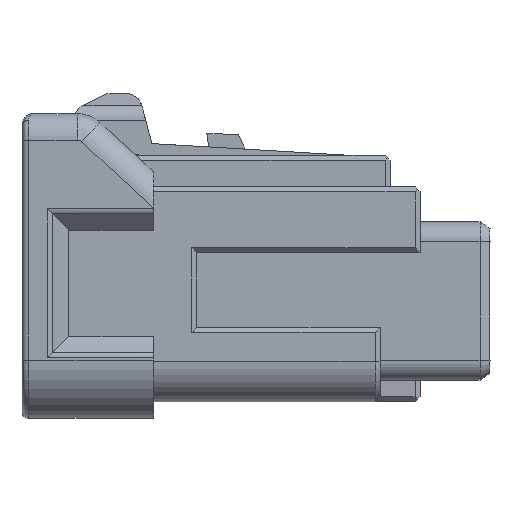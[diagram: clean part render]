
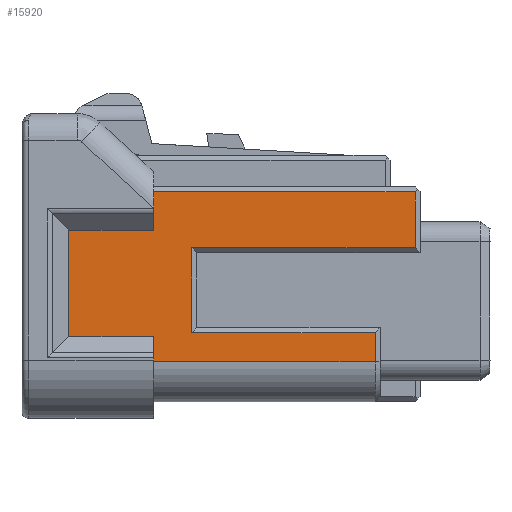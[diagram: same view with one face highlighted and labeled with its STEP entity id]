
A CAD part, left-side view. The second image highlights one B-rep face of the part: STEP entity #15920.
In plain terms, the highlighted planar face has unit normal (-1, 0, 0).
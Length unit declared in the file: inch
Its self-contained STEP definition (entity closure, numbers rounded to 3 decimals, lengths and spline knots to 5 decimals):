
#2431=DIRECTION('',(0.,0.,1.));
#2432=VECTOR('',#2431,0.03445);
#2433=CARTESIAN_POINT('',(-9.91173,-1.45074,
2.0815));
#2434=LINE('',#2433,#2432);
#2435=DIRECTION('',(0.,-1.,0.));
#2436=VECTOR('',#2435,0.26181);
#2437=CARTESIAN_POINT('',(-9.91173,-1.18893,
2.0815));
#2438=LINE('',#2437,#2436);
#2439=DIRECTION('',(0.,1.,0.));
#2440=VECTOR('',#2439,0.10039);
#2441=CARTESIAN_POINT('',(-9.91173,-1.18893,
2.11122));
#2442=LINE('',#2441,#2440);
#2443=DIRECTION('',(0.,0.,1.));
#2444=VECTOR('',#2443,0.12598);
#2445=CARTESIAN_POINT('',(-9.91173,-1.08853,
2.11122));
#2446=LINE('',#2445,#2444);
#2447=DIRECTION('',(0.,-1.,0.));
#2448=VECTOR('',#2447,0.10039);
#2449=CARTESIAN_POINT('',(-9.91173,-1.08853,
2.2372));
#2450=LINE('',#2449,#2448);
#2451=DIRECTION('',(0.,-1.,0.));
#2452=VECTOR('',#2451,0.30906);
#2453=CARTESIAN_POINT('',(-9.91173,-1.18893,
2.28228));
#2454=LINE('',#2453,#2452);
#2455=DIRECTION('',(0.,0.,-1.));
#2456=VECTOR('',#2455,0.06594);
#2457=CARTESIAN_POINT('',(-9.91173,-1.49798,
2.28228));
#2458=LINE('',#2457,#2456);
#2459=DIRECTION('',(0.,-1.,0.));
#2460=VECTOR('',#2459,0.26378);
#2461=CARTESIAN_POINT('',(-9.91173,-1.2342,
2.21634));
#2462=LINE('',#2461,#2460);
#2463=DIRECTION('',(0.,0.,1.));
#2464=VECTOR('',#2463,0.10039);
#2465=CARTESIAN_POINT('',(-9.91173,-1.2342,
2.11594));
#2466=LINE('',#2465,#2464);
#2467=DIRECTION('',(0.,1.,0.));
#2468=VECTOR('',#2467,0.21654);
#2469=CARTESIAN_POINT('',(-9.91173,-1.45074,
2.11594));
#2470=LINE('',#2469,#2468);
#2493=DIRECTION('',(0.,0.,1.));
#2494=VECTOR('',#2493,0.02972);
#2495=CARTESIAN_POINT('',(-9.91173,-1.18893,
2.0815));
#2496=LINE('',#2495,#2494);
#2567=DIRECTION('',(0.,0.,1.));
#2568=VECTOR('',#2567,0.04508);
#2569=CARTESIAN_POINT('',(-9.91173,-1.18893,
2.2372));
#2570=LINE('',#2569,#2568);
#9394=CARTESIAN_POINT('',(-9.91173,-1.18893,
2.0815));
#9395=VERTEX_POINT('',#9394);
#9994=CARTESIAN_POINT('',(-9.91173,-1.18893,
2.11122));
#9995=CARTESIAN_POINT('',(-9.91173,-1.08853,
2.11122));
#9996=VERTEX_POINT('',#9994);
#9997=VERTEX_POINT('',#9995);
#9998=CARTESIAN_POINT('',(-9.91173,-1.08853,
2.2372));
#9999=CARTESIAN_POINT('',(-9.91173,-1.18893,
2.2372));
#10000=VERTEX_POINT('',#9998);
#10001=VERTEX_POINT('',#9999);
#10374=CARTESIAN_POINT('',(-9.91173,-1.45074,
2.0815));
#10375=VERTEX_POINT('',#10374);
#10380=CARTESIAN_POINT('',(-9.91173,-1.45074,
2.11594));
#10381=VERTEX_POINT('',#10380);
#10382=CARTESIAN_POINT('',(-9.91173,-1.2342,
2.11594));
#10383=VERTEX_POINT('',#10382);
#10388=CARTESIAN_POINT('',(-9.91173,-1.2342,
2.21634));
#10389=VERTEX_POINT('',#10388);
#10390=CARTESIAN_POINT('',(-9.91173,-1.49798,
2.21634));
#10391=VERTEX_POINT('',#10390);
#10394=CARTESIAN_POINT('',(-9.91173,-1.49798,
2.28228));
#10395=VERTEX_POINT('',#10394);
#10412=CARTESIAN_POINT('',(-9.91173,-1.18893,
2.28228));
#10413=VERTEX_POINT('',#10412);
#15890=CARTESIAN_POINT('',(-9.91173,-1.58656,
2.03425));
#15891=DIRECTION('',(1.,0.,0.));
#15892=DIRECTION('',(0.,0.,1.));
#15893=AXIS2_PLACEMENT_3D('',#15890,#15891,#15892);
#15894=PLANE('',#15893);
#15896=ORIENTED_EDGE('',*,*,#15895,.F.);
#15898=ORIENTED_EDGE('',*,*,#15897,.F.);
#15900=ORIENTED_EDGE('',*,*,#15899,.T.);
#15902=ORIENTED_EDGE('',*,*,#15901,.T.);
#15904=ORIENTED_EDGE('',*,*,#15903,.T.);
#15906=ORIENTED_EDGE('',*,*,#15905,.T.);
#15908=ORIENTED_EDGE('',*,*,#15907,.T.);
#15910=ORIENTED_EDGE('',*,*,#15909,.T.);
#15912=ORIENTED_EDGE('',*,*,#15911,.T.);
#15914=ORIENTED_EDGE('',*,*,#15913,.F.);
#15916=ORIENTED_EDGE('',*,*,#15915,.F.);
#15917=ORIENTED_EDGE('',*,*,#15873,.F.);
#15918=EDGE_LOOP('',(#15896,#15898,#15900,#15902,#15904,#15906,#15908,#15910,
#15912,#15914,#15916,#15917));
#15919=FACE_OUTER_BOUND('',#15918,.F.);
#15920=ADVANCED_FACE('',(#15919),#15894,.F.);
#15873=EDGE_CURVE('',#10381,#10383,#2470,.T.);
#15895=EDGE_CURVE('',#10375,#10381,#2434,.T.);
#15897=EDGE_CURVE('',#9395,#10375,#2438,.T.);
#15899=EDGE_CURVE('',#9395,#9996,#2496,.T.);
#15901=EDGE_CURVE('',#9996,#9997,#2442,.T.);
#15903=EDGE_CURVE('',#9997,#10000,#2446,.T.);
#15905=EDGE_CURVE('',#10000,#10001,#2450,.T.);
#15907=EDGE_CURVE('',#10001,#10413,#2570,.T.);
#15909=EDGE_CURVE('',#10413,#10395,#2454,.T.);
#15911=EDGE_CURVE('',#10395,#10391,#2458,.T.);
#15913=EDGE_CURVE('',#10389,#10391,#2462,.T.);
#15915=EDGE_CURVE('',#10383,#10389,#2466,.T.);
